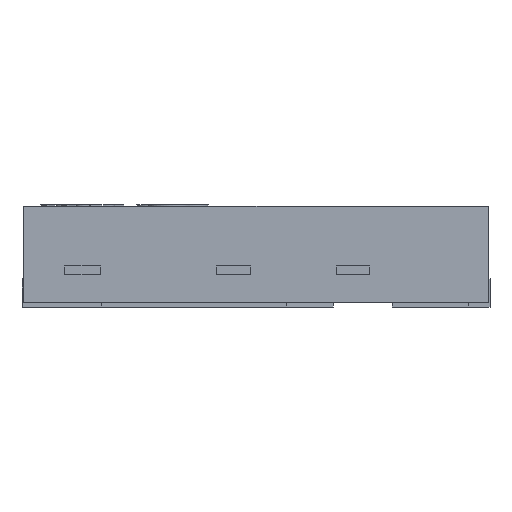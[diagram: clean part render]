
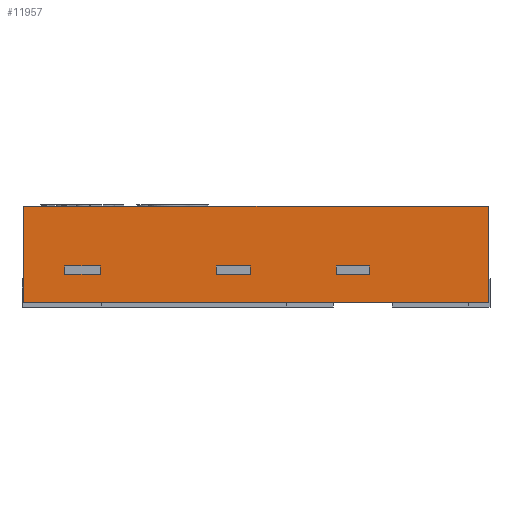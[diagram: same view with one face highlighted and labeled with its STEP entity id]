
A CAD part, left-side view. The second image highlights one B-rep face of the part: STEP entity #11957.
In plain terms, the highlighted planar face has unit normal (-1, 0, 0).
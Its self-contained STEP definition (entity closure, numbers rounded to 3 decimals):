
#106 = CARTESIAN_POINT ( 'NONE',  ( -1.5, 1.5, 0.62 ) ) ;
#413 = EDGE_CURVE ( 'NONE', #6060, #15565, #10393, .T. ) ;
#491 = LINE ( 'NONE', #12892, #9545 ) ;
#679 = CARTESIAN_POINT ( 'NONE',  ( -1.5, -1.5, 0.62 ) ) ;
#809 = CARTESIAN_POINT ( 'NONE',  ( -1.5, -0.518, 0.182 ) ) ;
#1086 = ORIENTED_EDGE ( 'NONE', *, *, #413, .T. ) ;
#1585 = DIRECTION ( 'NONE',  ( 0., 0., -1. ) ) ;
#2298 = DIRECTION ( 'NONE',  ( 0., 0., 1. ) ) ;
#2562 = DIRECTION ( 'NONE',  ( 0., 0., 1. ) ) ;
#2624 = CARTESIAN_POINT ( 'NONE',  ( -1.5, -1.5, 0. ) ) ;
#2630 = ORIENTED_EDGE ( 'NONE', *, *, #20110, .T. ) ;
#2991 = ORIENTED_EDGE ( 'NONE', *, *, #5829, .T. ) ;
#3074 = LINE ( 'NONE', #15875, #11556 ) ;
#3614 = VERTEX_POINT ( 'NONE', #15845 ) ;
#3840 = DIRECTION ( 'NONE',  ( 0., -1., 0. ) ) ;
#3925 = EDGE_CURVE ( 'NONE', #12935, #7624, #17573, .T. ) ;
#4036 = DIRECTION ( 'NONE',  ( 0., -1., 0. ) ) ;
#4201 = LINE ( 'NONE', #10695, #9483 ) ;
#4264 = VECTOR ( 'NONE', #16766, 1000. ) ;
#4284 = VERTEX_POINT ( 'NONE', #16840 ) ;
#4575 = CARTESIAN_POINT ( 'NONE',  ( -1.5, 1.233, 0.235 ) ) ;
#4717 = FACE_OUTER_BOUND ( 'NONE', #8755, .T. ) ;
#4771 = DIRECTION ( 'NONE',  ( 0., 0., -1. ) ) ;
#4931 = VERTEX_POINT ( 'NONE', #2624 ) ;
#5074 = VERTEX_POINT ( 'NONE', #10697 ) ;
#5265 = LINE ( 'NONE', #14609, #13576 ) ;
#5383 = VECTOR ( 'NONE', #4771, 1000. ) ;
#5565 = CARTESIAN_POINT ( 'NONE',  ( -1.5, -0.518, 0.235 ) ) ;
#5784 = DIRECTION ( 'NONE',  ( 0., 1., 0. ) ) ;
#5829 = EDGE_CURVE ( 'NONE', #13348, #6306, #20450, .T. ) ;
#6016 = LINE ( 'NONE', #12334, #4264 ) ;
#6060 = VERTEX_POINT ( 'NONE', #17097 ) ;
#6251 = FACE_BOUND ( 'NONE', #14614, .T. ) ;
#6256 = VERTEX_POINT ( 'NONE', #679 ) ;
#6306 = VERTEX_POINT ( 'NONE', #12034 ) ;
#6356 = FACE_BOUND ( 'NONE', #14109, .T. ) ;
#6409 = CARTESIAN_POINT ( 'NONE',  ( -1.5, 1.006, 0.182 ) ) ;
#6654 = CARTESIAN_POINT ( 'NONE',  ( -1.5, -0.732, 0.182 ) ) ;
#6849 = VERTEX_POINT ( 'NONE', #9348 ) ;
#6970 = CARTESIAN_POINT ( 'NONE',  ( -1.5, -1.5, 0.62 ) ) ;
#7016 = CARTESIAN_POINT ( 'NONE',  ( -1.5, 0.258, 0.235 ) ) ;
#7210 = CARTESIAN_POINT ( 'NONE',  ( -1.5, 1.5, 0.62 ) ) ;
#7354 = VECTOR ( 'NONE', #3840, 1000. ) ;
#7624 = VERTEX_POINT ( 'NONE', #16025 ) ;
#7835 = EDGE_CURVE ( 'NONE', #11259, #4284, #15164, .T. ) ;
#7899 = CARTESIAN_POINT ( 'NONE',  ( -1.5, 0.258, 0.182 ) ) ;
#7971 = VECTOR ( 'NONE', #10070, 1000. ) ;
#8034 = EDGE_CURVE ( 'NONE', #14469, #6060, #18119, .T. ) ;
#8099 = ORIENTED_EDGE ( 'NONE', *, *, #11590, .T. ) ;
#8308 = DIRECTION ( 'NONE',  ( 0., 0., -1. ) ) ;
#8755 = EDGE_LOOP ( 'NONE', ( #12363, #16350, #16315, #18074 ) ) ;
#8884 = ORIENTED_EDGE ( 'NONE', *, *, #7835, .T. ) ;
#8936 = DIRECTION ( 'NONE',  ( 0., 1., 0. ) ) ;
#9058 = EDGE_CURVE ( 'NONE', #16639, #11713, #14769, .T. ) ;
#9084 = EDGE_CURVE ( 'NONE', #7624, #4931, #491, .T. ) ;
#9348 = CARTESIAN_POINT ( 'NONE',  ( -1.5, 0.036, 0.235 ) ) ;
#9483 = VECTOR ( 'NONE', #12153, 1000. ) ;
#9545 = VECTOR ( 'NONE', #16291, 1000. ) ;
#9982 = VECTOR ( 'NONE', #5784, 1000. ) ;
#10055 = VECTOR ( 'NONE', #2562, 1000. ) ;
#10070 = DIRECTION ( 'NONE',  ( 0., 0., -1. ) ) ;
#10111 = CARTESIAN_POINT ( 'NONE',  ( -1.5, 1.5, 0.62 ) ) ;
#10393 = LINE ( 'NONE', #16702, #10055 ) ;
#10695 = CARTESIAN_POINT ( 'NONE',  ( -1.5, -0.518, 0.182 ) ) ;
#10697 = CARTESIAN_POINT ( 'NONE',  ( -1.5, 0.258, 0.235 ) ) ;
#10835 = CARTESIAN_POINT ( 'NONE',  ( -1.5, -0.732, 0.182 ) ) ;
#11010 = FACE_BOUND ( 'NONE', #18132, .T. ) ;
#11034 = EDGE_CURVE ( 'NONE', #6849, #13348, #13070, .T. ) ;
#11155 = VECTOR ( 'NONE', #19087, 1000. ) ;
#11259 = VERTEX_POINT ( 'NONE', #15227 ) ;
#11356 = VECTOR ( 'NONE', #1585, 1000. ) ;
#11556 = VECTOR ( 'NONE', #17107, 1000. ) ;
#11590 = EDGE_CURVE ( 'NONE', #5074, #6849, #18203, .T. ) ;
#11713 = VERTEX_POINT ( 'NONE', #10835 ) ;
#11957 = ADVANCED_FACE ( 'NONE', ( #11010, #6251, #6356, #4717 ), #19266, .F. ) ;
#12034 = CARTESIAN_POINT ( 'NONE',  ( -1.5, 0.258, 0.182 ) ) ;
#12077 = ORIENTED_EDGE ( 'NONE', *, *, #11034, .T. ) ;
#12123 = EDGE_CURVE ( 'NONE', #4284, #16639, #18199, .T. ) ;
#12153 = DIRECTION ( 'NONE',  ( 0., 1., 0. ) ) ;
#12262 = DIRECTION ( 'NONE',  ( 1., 0., 0. ) ) ;
#12334 = CARTESIAN_POINT ( 'NONE',  ( -1.5, 1.233, 0.235 ) ) ;
#12363 = ORIENTED_EDGE ( 'NONE', *, *, #9084, .T. ) ;
#12834 = ORIENTED_EDGE ( 'NONE', *, *, #8034, .T. ) ;
#12892 = CARTESIAN_POINT ( 'NONE',  ( -1.5, 1.5, 0. ) ) ;
#12935 = VERTEX_POINT ( 'NONE', #7210 ) ;
#12944 = ORIENTED_EDGE ( 'NONE', *, *, #13424, .T. ) ;
#13070 = LINE ( 'NONE', #19045, #20241 ) ;
#13183 = EDGE_CURVE ( 'NONE', #12935, #6256, #3074, .T. ) ;
#13194 = LINE ( 'NONE', #6970, #7971 ) ;
#13297 = VECTOR ( 'NONE', #17962, 1000. ) ;
#13348 = VERTEX_POINT ( 'NONE', #14094 ) ;
#13424 = EDGE_CURVE ( 'NONE', #6306, #5074, #5265, .T. ) ;
#13576 = VECTOR ( 'NONE', #2298, 1000. ) ;
#13682 = CARTESIAN_POINT ( 'NONE',  ( -1.5, 1.233, 0.182 ) ) ;
#14094 = CARTESIAN_POINT ( 'NONE',  ( -1.5, 0.036, 0.182 ) ) ;
#14109 = EDGE_LOOP ( 'NONE', ( #1086, #2630, #17915, #12834 ) ) ;
#14469 = VERTEX_POINT ( 'NONE', #16262 ) ;
#14609 = CARTESIAN_POINT ( 'NONE',  ( -1.5, 0.258, 0.182 ) ) ;
#14614 = EDGE_LOOP ( 'NONE', ( #12944, #8099, #12077, #2991 ) ) ;
#14769 = LINE ( 'NONE', #6654, #19789 ) ;
#14963 = EDGE_CURVE ( 'NONE', #6256, #4931, #13194, .T. ) ;
#15164 = LINE ( 'NONE', #809, #13297 ) ;
#15227 = CARTESIAN_POINT ( 'NONE',  ( -1.5, -0.518, 0.182 ) ) ;
#15560 = EDGE_CURVE ( 'NONE', #3614, #14469, #17175, .T. ) ;
#15565 = VERTEX_POINT ( 'NONE', #4575 ) ;
#15845 = CARTESIAN_POINT ( 'NONE',  ( -1.5, 1.006, 0.235 ) ) ;
#15875 = CARTESIAN_POINT ( 'NONE',  ( -1.5, 1.5, 0.62 ) ) ;
#16025 = CARTESIAN_POINT ( 'NONE',  ( -1.5, 1.5, 0. ) ) ;
#16166 = DIRECTION ( 'NONE',  ( 0., 0., -1. ) ) ;
#16262 = CARTESIAN_POINT ( 'NONE',  ( -1.5, 1.006, 0.182 ) ) ;
#16291 = DIRECTION ( 'NONE',  ( 0., -1., 0. ) ) ;
#16315 = ORIENTED_EDGE ( 'NONE', *, *, #13183, .F. ) ;
#16350 = ORIENTED_EDGE ( 'NONE', *, *, #14963, .F. ) ;
#16496 = CARTESIAN_POINT ( 'NONE',  ( -1.5, -0.732, 0.235 ) ) ;
#16639 = VERTEX_POINT ( 'NONE', #16496 ) ;
#16702 = CARTESIAN_POINT ( 'NONE',  ( -1.5, 1.233, 0.182 ) ) ;
#16766 = DIRECTION ( 'NONE',  ( 0., -1., 0. ) ) ;
#16779 = EDGE_CURVE ( 'NONE', #11713, #11259, #4201, .T. ) ;
#16840 = CARTESIAN_POINT ( 'NONE',  ( -1.5, -0.518, 0.235 ) ) ;
#17097 = CARTESIAN_POINT ( 'NONE',  ( -1.5, 1.233, 0.182 ) ) ;
#17107 = DIRECTION ( 'NONE',  ( 0., -1., 0. ) ) ;
#17175 = LINE ( 'NONE', #6409, #5383 ) ;
#17573 = LINE ( 'NONE', #106, #11356 ) ;
#17915 = ORIENTED_EDGE ( 'NONE', *, *, #15560, .T. ) ;
#17962 = DIRECTION ( 'NONE',  ( 0., 0., 1. ) ) ;
#18024 = ORIENTED_EDGE ( 'NONE', *, *, #9058, .T. ) ;
#18074 = ORIENTED_EDGE ( 'NONE', *, *, #3925, .T. ) ;
#18119 = LINE ( 'NONE', #13682, #9982 ) ;
#18132 = EDGE_LOOP ( 'NONE', ( #8884, #18680, #18024, #20307 ) ) ;
#18199 = LINE ( 'NONE', #5565, #18909 ) ;
#18203 = LINE ( 'NONE', #7016, #7354 ) ;
#18680 = ORIENTED_EDGE ( 'NONE', *, *, #12123, .T. ) ;
#18909 = VECTOR ( 'NONE', #4036, 1000. ) ;
#19045 = CARTESIAN_POINT ( 'NONE',  ( -1.5, 0.036, 0.182 ) ) ;
#19087 = DIRECTION ( 'NONE',  ( 0., 1., 0. ) ) ;
#19266 = PLANE ( 'NONE',  #19615 ) ;
#19615 = AXIS2_PLACEMENT_3D ( 'NONE', #10111, #12262, #8936 ) ;
#19789 = VECTOR ( 'NONE', #8308, 1000. ) ;
#20110 = EDGE_CURVE ( 'NONE', #15565, #3614, #6016, .T. ) ;
#20241 = VECTOR ( 'NONE', #16166, 1000. ) ;
#20307 = ORIENTED_EDGE ( 'NONE', *, *, #16779, .T. ) ;
#20450 = LINE ( 'NONE', #7899, #11155 ) ;
